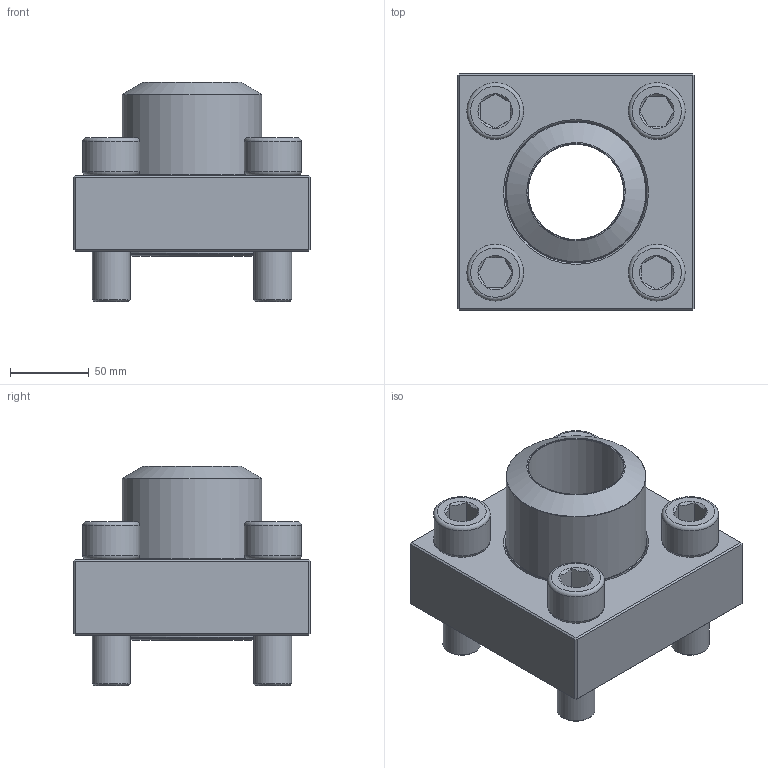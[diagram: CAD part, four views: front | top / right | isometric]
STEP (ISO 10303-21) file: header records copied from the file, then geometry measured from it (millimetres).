
FILE_DESCRIPTION(/* description */ (''),/* implementation_level */ '2;1');
FILE_NAME(/* name */ 'FA065-401.stp',/* time_stamp */ '2023-05-03T09:44:53+02:00',/* author */ (''),/* organization */ (''),/* preprocessor_version */ 'ST-DEVELOPER v16',/* originating_system */ 'SIEMENS PLM Software NX 10.0',/* authorisation */ '');
FILE_SCHEMA (('AUTOMOTIVE_DESIGN { 1 0 10303 214 3 1 1 1 }'));
Length unit declared in the file: millimetre
Products named in the file (5): X-O; X-FA; X-Schraube; X-FKV; FA
Assembly tree (7 placements, depth 2):
  FA
    X-FKV
    X-Schraube  x4
    X-FA
    X-O
Bounding box: 150 x 150 x 139 mm (x, y, z)
Volume: 1259512.3 mm3; surface area: 202144 mm2
Topology: 7 solids, 7 shells, 153 faces, 289 edges, 160 vertices
Faces by surface type: plane 72, cone 44, cylinder 24, torus 13
Full cylindrical faces by diameter (mm): 21.939 x4, 24 x4, 25 x4, 36 x4, 60.5 x1, 75.57 x1, 87.296 x1, 88.9 x1, 89.5 x1, 90 x1, 110 x1, 111 x1
Entity records: 2085 total; most frequent: DIRECTION 364, CARTESIAN_POINT 336, ORIENTED_EDGE 246, AXIS2_PLACEMENT_3D 152, EDGE_LOOP 142, EDGE_CURVE 123, FACE_BOUND 105, VERTEX_POINT 88
